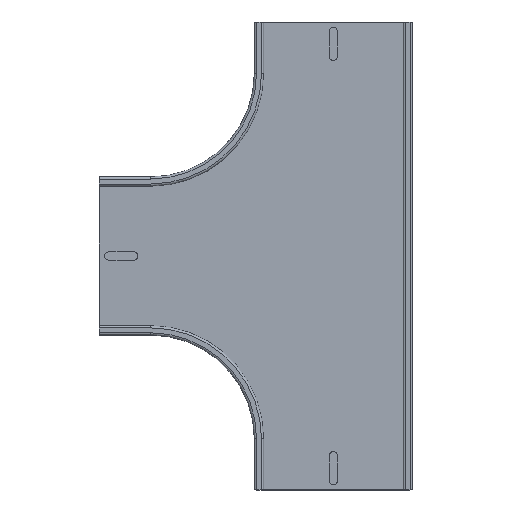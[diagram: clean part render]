
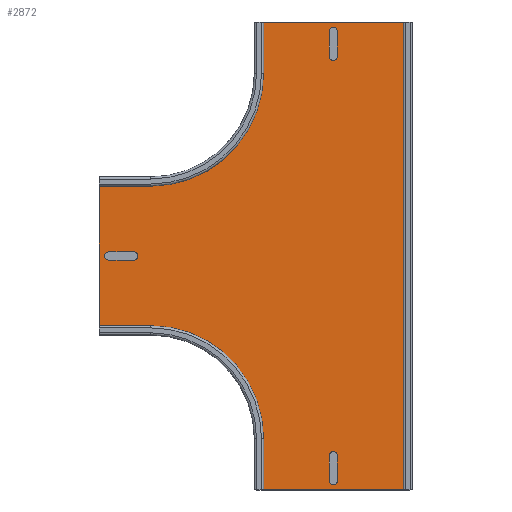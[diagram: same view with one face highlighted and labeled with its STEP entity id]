
A CAD part, top view. The second image highlights one B-rep face of the part: STEP entity #2872.
In plain terms, the highlighted planar face has unit normal (0, 0, 1).
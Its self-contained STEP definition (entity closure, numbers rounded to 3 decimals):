
#294=FACE_OUTER_BOUND('',#456,.T.);
#456=EDGE_LOOP('',(#2637,#2638,#2639,#2640,#2641,#2642,#2643,#2644,#2645,
#2646));
#643=CIRCLE('',#3243,102.6);
#654=CIRCLE('',#3261,102.6);
#857=LINE('',#5007,#1091);
#865=LINE('',#5027,#1099);
#874=LINE('',#5052,#1108);
#876=LINE('',#5068,#1110);
#879=LINE('',#5081,#1113);
#881=LINE('',#5099,#1115);
#889=LINE('',#5117,#1123);
#890=LINE('',#5119,#1124);
#1091=VECTOR('',#4094,1.);
#1099=VECTOR('',#4114,1.);
#1108=VECTOR('',#4143,1.);
#1110=VECTOR('',#4165,1.);
#1113=VECTOR('',#4180,1.);
#1115=VECTOR('',#4204,1.);
#1123=VECTOR('',#4226,1.);
#1124=VECTOR('',#4229,1.);
#1387=VERTEX_POINT('',#5004);
#1388=VERTEX_POINT('',#5006);
#1394=VERTEX_POINT('',#5026);
#1400=VERTEX_POINT('',#5050);
#1403=VERTEX_POINT('',#5062);
#1404=VERTEX_POINT('',#5066);
#1407=VERTEX_POINT('',#5078);
#1408=VERTEX_POINT('',#5080);
#1412=VERTEX_POINT('',#5094);
#1413=VERTEX_POINT('',#5098);
#1793=EDGE_CURVE('',#1387,#1388,#857,.T.);
#1803=EDGE_CURVE('',#1388,#1394,#865,.T.);
#1816=EDGE_CURVE('',#1387,#1400,#874,.T.);
#1822=EDGE_CURVE('',#1403,#1400,#643,.T.);
#1824=EDGE_CURVE('',#1403,#1404,#876,.T.);
#1830=EDGE_CURVE('',#1407,#1408,#879,.T.);
#1838=EDGE_CURVE('',#1412,#1408,#654,.T.);
#1839=EDGE_CURVE('',#1412,#1413,#881,.T.);
#1849=EDGE_CURVE('',#1407,#1394,#889,.T.);
#1850=EDGE_CURVE('',#1404,#1413,#890,.T.);
#2637=ORIENTED_EDGE('',*,*,#1793,.F.);
#2638=ORIENTED_EDGE('',*,*,#1816,.T.);
#2639=ORIENTED_EDGE('',*,*,#1822,.F.);
#2640=ORIENTED_EDGE('',*,*,#1824,.T.);
#2641=ORIENTED_EDGE('',*,*,#1850,.T.);
#2642=ORIENTED_EDGE('',*,*,#1839,.F.);
#2643=ORIENTED_EDGE('',*,*,#1838,.T.);
#2644=ORIENTED_EDGE('',*,*,#1830,.F.);
#2645=ORIENTED_EDGE('',*,*,#1849,.T.);
#2646=ORIENTED_EDGE('',*,*,#1803,.F.);
#2710=PLANE('',#3271);
#2872=ADVANCED_FACE('',(#294),#2710,.T.);
#3243=AXIS2_PLACEMENT_3D('',#5064,#4159,#4160);
#3261=AXIS2_PLACEMENT_3D('',#5096,#4200,#4201);
#3271=AXIS2_PLACEMENT_3D('',#5120,#4230,#4231);
#4094=DIRECTION('',(1.,0.,0.));
#4114=DIRECTION('',(0.,-1.,0.));
#4143=DIRECTION('',(0.,-1.,0.));
#4159=DIRECTION('center_axis',(0.,0.,1.));
#4160=DIRECTION('ref_axis',(0.,-1.,0.));
#4165=DIRECTION('',(-1.,0.,0.));
#4180=DIRECTION('',(0.,1.,0.));
#4200=DIRECTION('center_axis',(0.,0.,-1.));
#4201=DIRECTION('ref_axis',(0.,1.,0.));
#4204=DIRECTION('',(-1.,0.,0.));
#4226=DIRECTION('',(1.,0.,0.));
#4229=DIRECTION('',(0.,-1.,0.));
#4230=DIRECTION('center_axis',(0.,0.,1.));
#4231=DIRECTION('ref_axis',(0.,1.,0.));
#5004=CARTESIAN_POINT('',(157.411,306.744,1.1));
#5006=CARTESIAN_POINT('',(304.611,306.744,1.1));
#5007=CARTESIAN_POINT('',(244.511,306.744,1.1));
#5026=CARTESIAN_POINT('',(304.611,-144.256,1.1));
#5027=CARTESIAN_POINT('',(304.611,256.744,1.1));
#5050=CARTESIAN_POINT('',(157.411,257.444,1.1));
#5052=CARTESIAN_POINT('',(157.411,306.744,1.1));
#5062=CARTESIAN_POINT('',(54.811,154.844,1.1));
#5064=CARTESIAN_POINT('Origin',(54.811,257.444,1.1));
#5066=CARTESIAN_POINT('',(5.511,154.844,1.1));
#5068=CARTESIAN_POINT('',(54.811,154.844,1.1));
#5078=CARTESIAN_POINT('',(157.411,-144.256,1.1));
#5080=CARTESIAN_POINT('',(157.411,-94.956,1.1));
#5081=CARTESIAN_POINT('',(157.411,-144.256,1.1));
#5094=CARTESIAN_POINT('',(54.811,7.644,1.1));
#5096=CARTESIAN_POINT('Origin',(54.811,-94.956,1.1));
#5098=CARTESIAN_POINT('',(5.511,7.644,1.1));
#5099=CARTESIAN_POINT('',(54.811,7.644,1.1));
#5117=CARTESIAN_POINT('',(194.511,-144.256,1.1));
#5119=CARTESIAN_POINT('',(5.511,67.744,1.1));
#5120=CARTESIAN_POINT('Origin',(54.811,30.644,1.1));
